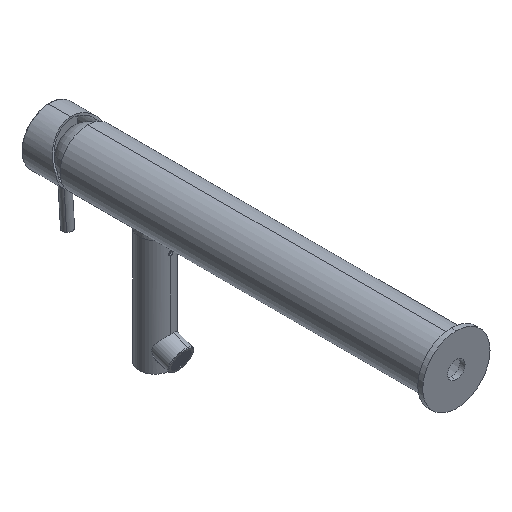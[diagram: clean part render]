
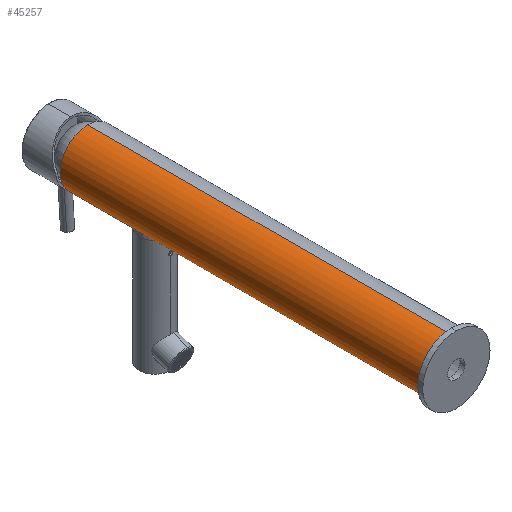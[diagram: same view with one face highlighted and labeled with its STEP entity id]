
A CAD part, isometric view. The second image highlights one B-rep face of the part: STEP entity #45257.
In plain terms, the highlighted cylindrical face has radius 22.225 mm (diameter 44.45 mm), a partial arc.
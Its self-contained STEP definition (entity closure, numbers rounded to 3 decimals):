
#1392 = LINE ( 'NONE', #67150, #69734 ) ;
#1526 = EDGE_CURVE ( 'NONE', #69592, #8148, #9374, .T. ) ;
#3919 = CARTESIAN_POINT ( 'NONE',  ( -10.213, 245.842, -19.746 ) ) ;
#4296 = CARTESIAN_POINT ( 'NONE',  ( -11.514, 243.72, -19.011 ) ) ;
#4644 = CARTESIAN_POINT ( 'NONE',  ( -12.515, 240.945, -18.366 ) ) ;
#5099 = ORIENTED_EDGE ( 'NONE', *, *, #1526, .F. ) ;
#8148 = VERTEX_POINT ( 'NONE', #62036 ) ;
#8386 = DIRECTION ( 'NONE',  ( 0., 1., 0. ) ) ;
#8666 = DIRECTION ( 'NONE',  ( 0., -1., 0. ) ) ;
#8998 = EDGE_CURVE ( 'NONE', #20728, #69592, #50821, .T. ) ;
#9004 = CARTESIAN_POINT ( 'NONE',  ( -8.494, 228.323, -20.548 ) ) ;
#9374 = LINE ( 'NONE', #48043, #12970 ) ;
#9686 = CARTESIAN_POINT ( 'NONE',  ( -10.416, 230.464, -19.635 ) ) ;
#10062 = CARTESIAN_POINT ( 'NONE',  ( -7.86, 227.8, -20.802 ) ) ;
#12191 = EDGE_CURVE ( 'NONE', #20728, #41101, #31851, .T. ) ;
#12970 = VECTOR ( 'NONE', #8666, 1000. ) ;
#13510 = CARTESIAN_POINT ( 'NONE',  ( 0., 225.15, -22.225 ) ) ;
#14057 = CARTESIAN_POINT ( 'NONE',  ( -3.409, 250.397, -21.966 ) ) ;
#14413 = CARTESIAN_POINT ( 'NONE',  ( -9.694, 246.475, -20.01 ) ) ;
#14785 = CARTESIAN_POINT ( 'NONE',  ( 0., 225.15, -22.225 ) ) ;
#14825 = CARTESIAN_POINT ( 'NONE',  ( 0., 292., 22.225 ) ) ;
#15130 = CARTESIAN_POINT ( 'NONE',  ( -0.854, 225.15, -22.225 ) ) ;
#15477 = CARTESIAN_POINT ( 'NONE',  ( -12.138, 233.761, -18.618 ) ) ;
#17962 = AXIS2_PLACEMENT_3D ( 'NONE', #22340, #40052, #23416 ) ;
#19482 = CARTESIAN_POINT ( 'NONE',  ( -4.623, 249.997, -21.743 ) ) ;
#19824 = CARTESIAN_POINT ( 'NONE',  ( -1.735, 250.74, -22.161 ) ) ;
#19837 = ORIENTED_EDGE ( 'NONE', *, *, #23562, .F. ) ;
#20178 = CARTESIAN_POINT ( 'NONE',  ( -7.548, 248.407, -20.907 ) ) ;
#20549 = CARTESIAN_POINT ( 'NONE',  ( -12.736, 236.242, -18.214 ) ) ;
#20728 = VERTEX_POINT ( 'NONE', #49634 ) ;
#20895 = CARTESIAN_POINT ( 'NONE',  ( -7.878, 248.16, -20.785 ) ) ;
#21028 = CARTESIAN_POINT ( 'NONE',  ( 0., 250.85, -22.225 ) ) ;
#22312 = DIRECTION ( 'NONE',  ( 0., 1., 0. ) ) ;
#22340 = CARTESIAN_POINT ( 'NONE',  ( 0., 292., 0. ) ) ;
#22689 = VERTEX_POINT ( 'NONE', #25846 ) ;
#23416 = DIRECTION ( 'NONE',  ( 0., 0., -1. ) ) ;
#23562 = EDGE_CURVE ( 'NONE', #37166, #41101, #41099, .T. ) ;
#25255 = CARTESIAN_POINT ( 'NONE',  ( -6.472, 226.868, -21.274 ) ) ;
#25597 = CARTESIAN_POINT ( 'NONE',  ( -11.991, 233.363, -18.714 ) ) ;
#25846 = CARTESIAN_POINT ( 'NONE',  ( 0., 0., -22.225 ) ) ;
#25946 = CARTESIAN_POINT ( 'NONE',  ( -12.392, 234.574, -18.45 ) ) ;
#26322 = CARTESIAN_POINT ( 'NONE',  ( -12.409, 241.363, -18.439 ) ) ;
#26349 = VECTOR ( 'NONE', #37262, 1000. ) ;
#26663 = CARTESIAN_POINT ( 'NONE',  ( -8.822, 247.352, -20.402 ) ) ;
#26736 = ORIENTED_EDGE ( 'NONE', *, *, #8998, .F. ) ;
#28214 = CIRCLE ( 'NONE', #63947, 22.225 ) ;
#31033 = CARTESIAN_POINT ( 'NONE',  ( 0., 250.85, -22.225 ) ) ;
#31202 = AXIS2_PLACEMENT_3D ( 'NONE', #62936, #8386, #46686 ) ;
#31376 = CARTESIAN_POINT ( 'NONE',  ( -4.57, 225.983, -21.754 ) ) ;
#31851 = LINE ( 'NONE', #47068, #26349 ) ;
#32096 = CARTESIAN_POINT ( 'NONE',  ( -12.499, 234.985, -18.378 ) ) ;
#36078 = CARTESIAN_POINT ( 'NONE',  ( -2.997, 250.503, -22.026 ) ) ;
#36440 = CARTESIAN_POINT ( 'NONE',  ( -0.872, 250.828, -22.212 ) ) ;
#36801 = CARTESIAN_POINT ( 'NONE',  ( -11.502, 232.209, -19.021 ) ) ;
#37148 = CARTESIAN_POINT ( 'NONE',  ( -9.365, 229.191, -20.158 ) ) ;
#37166 = VERTEX_POINT ( 'NONE', #13510 ) ;
#37262 = DIRECTION ( 'NONE',  ( 0., -1., 0. ) ) ;
#37506 = CARTESIAN_POINT ( 'NONE',  ( -11.107, 231.487, -19.258 ) ) ;
#40052 = DIRECTION ( 'NONE',  ( 0., -1., 0. ) ) ;
#40535 = ORIENTED_EDGE ( 'NONE', *, *, #44347, .T. ) ;
#41099 = B_SPLINE_CURVE_WITH_KNOTS ( 'NONE', 3,
 ( #14785, #15130, #42589, #53421, #70031, #64258, #31376, #64952, #25255, #10062, #9004, #37148, #64605, #59178, #9686, #37506, #36801, #25597, #15477, #25946, #32096, #53783, #20549, #42944, #41864, #54139, #69659, #4644, #26322, #47296, #58830, #63881, #4296, #48365, #63539, #3919, #14413, #26663, #48001, #20895, #20178, #68978, #69314, #19482, #41520, #14057, #36078, #58107, #19824, #36440, #58489, #31033 ),
 .UNSPECIFIED., .F., .F.,
 ( 4, 2, 2, 2, 2, 2, 2, 2, 2, 2, 2, 2, 2, 2, 2, 2, 2, 2, 2, 2, 2, 2, 2, 2, 2, 4 ),
 ( 0.501, 0.531, 0.547, 0.563, 0.594, 0.625, 0.641, 0.656, 0.688, 0.703, 0.719, 0.734, 0.75, 0.781, 0.797, 0.813, 0.828, 0.844, 0.875, 0.891, 0.906, 0.938, 0.953, 0.969, 0.984, 1. ),
 .UNSPECIFIED. ) ;
#41101 = VERTEX_POINT ( 'NONE', #21028 ) ;
#41520 = CARTESIAN_POINT ( 'NONE',  ( -4.221, 250.144, -21.824 ) ) ;
#41864 = CARTESIAN_POINT ( 'NONE',  ( -12.849, 237.534, -18.134 ) ) ;
#42589 = CARTESIAN_POINT ( 'NONE',  ( -1.693, 225.234, -22.176 ) ) ;
#42944 = CARTESIAN_POINT ( 'NONE',  ( -12.825, 237.097, -18.151 ) ) ;
#44347 = EDGE_CURVE ( 'NONE', #22689, #8148, #28214, .T. ) ;
#45257 = ADVANCED_FACE ( 'NONE', ( #56316 ), #66792, .T. ) ;
#45425 = EDGE_LOOP ( 'NONE', ( #5099, #26736, #55736, #19837, #48768, #40535 ) ) ;
#46686 = DIRECTION ( 'NONE',  ( 0., 0., 1. ) ) ;
#47068 = CARTESIAN_POINT ( 'NONE',  ( 0., 292., -22.225 ) ) ;
#47296 = CARTESIAN_POINT ( 'NONE',  ( -12.16, 242.175, -18.604 ) ) ;
#48001 = CARTESIAN_POINT ( 'NONE',  ( -8.515, 247.633, -20.532 ) ) ;
#48043 = CARTESIAN_POINT ( 'NONE',  ( 0., 292., 22.225 ) ) ;
#48365 = CARTESIAN_POINT ( 'NONE',  ( -11.119, 244.455, -19.245 ) ) ;
#48768 = ORIENTED_EDGE ( 'NONE', *, *, #63246, .T. ) ;
#49634 = CARTESIAN_POINT ( 'NONE',  ( 0., 292., -22.225 ) ) ;
#50179 = DIRECTION ( 'NONE',  ( 0., -1., 0. ) ) ;
#50821 = CIRCLE ( 'NONE', #31202, 22.225 ) ;
#53421 = CARTESIAN_POINT ( 'NONE',  ( -2.935, 225.482, -22.034 ) ) ;
#53783 = CARTESIAN_POINT ( 'NONE',  ( -12.671, 235.819, -18.26 ) ) ;
#54139 = CARTESIAN_POINT ( 'NONE',  ( -12.852, 238.833, -18.132 ) ) ;
#55736 = ORIENTED_EDGE ( 'NONE', *, *, #12191, .T. ) ;
#56316 = FACE_OUTER_BOUND ( 'NONE', #45425, .T. ) ;
#58107 = CARTESIAN_POINT ( 'NONE',  ( -2.16, 250.674, -22.124 ) ) ;
#58489 = CARTESIAN_POINT ( 'NONE',  ( -0.435, 250.85, -22.225 ) ) ;
#58830 = CARTESIAN_POINT ( 'NONE',  ( -12.017, 242.571, -18.697 ) ) ;
#59178 = CARTESIAN_POINT ( 'NONE',  ( -10.168, 230.132, -19.765 ) ) ;
#62036 = CARTESIAN_POINT ( 'NONE',  ( 0., 0., 22.225 ) ) ;
#62936 = CARTESIAN_POINT ( 'NONE',  ( 0., 292., 0. ) ) ;
#63246 = EDGE_CURVE ( 'NONE', #37166, #22689, #1392, .T. ) ;
#63539 = CARTESIAN_POINT ( 'NONE',  ( -10.903, 244.813, -19.369 ) ) ;
#63881 = CARTESIAN_POINT ( 'NONE',  ( -11.694, 243.343, -18.901 ) ) ;
#63947 = AXIS2_PLACEMENT_3D ( 'NONE', #66762, #22312, #65681 ) ;
#64258 = CARTESIAN_POINT ( 'NONE',  ( -4.171, 225.838, -21.834 ) ) ;
#64605 = CARTESIAN_POINT ( 'NONE',  ( -9.642, 229.495, -20.027 ) ) ;
#64952 = CARTESIAN_POINT ( 'NONE',  ( -5.735, 226.47, -21.487 ) ) ;
#65681 = DIRECTION ( 'NONE',  ( 0., 0., 1. ) ) ;
#66762 = CARTESIAN_POINT ( 'NONE',  ( 0., 0., 0. ) ) ;
#66792 = CYLINDRICAL_SURFACE ( 'NONE', #17962, 22.225 ) ;
#67150 = CARTESIAN_POINT ( 'NONE',  ( 0., 292., -22.225 ) ) ;
#68978 = CARTESIAN_POINT ( 'NONE',  ( -6.524, 249.101, -21.258 ) ) ;
#69314 = CARTESIAN_POINT ( 'NONE',  ( -5.795, 249.5, -21.471 ) ) ;
#69592 = VERTEX_POINT ( 'NONE', #14825 ) ;
#69659 = CARTESIAN_POINT ( 'NONE',  ( -12.768, 239.686, -18.193 ) ) ;
#69734 = VECTOR ( 'NONE', #50179, 1000. ) ;
#70031 = CARTESIAN_POINT ( 'NONE',  ( -3.35, 225.587, -21.975 ) ) ;
